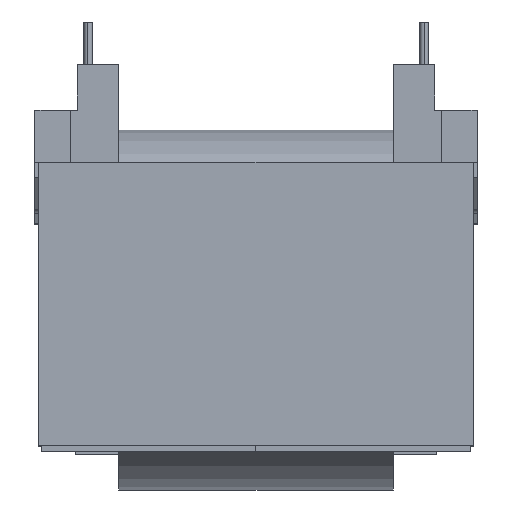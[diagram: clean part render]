
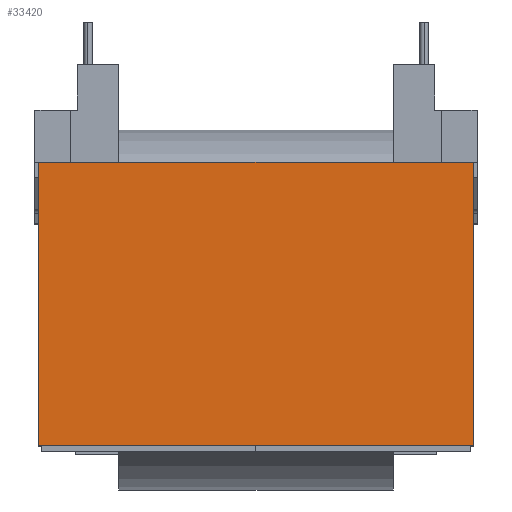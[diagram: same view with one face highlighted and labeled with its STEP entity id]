
A CAD part, top view. The second image highlights one B-rep face of the part: STEP entity #33420.
In plain terms, the highlighted planar face has unit normal (0, 0, 1).
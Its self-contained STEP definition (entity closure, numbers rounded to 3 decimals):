
#534 = ORIENTED_EDGE ( 'NONE', *, *, #14056, .T. ) ;
#1515 = EDGE_CURVE ( 'NONE', #31764, #1720, #2935, .T. ) ;
#1720 = VERTEX_POINT ( 'NONE', #19432 ) ;
#2814 = VECTOR ( 'NONE', #21920, 1000. ) ;
#2935 = LINE ( 'NONE', #8103, #8960 ) ;
#3500 = CARTESIAN_POINT ( 'NONE',  ( -24.3, -32., 25.25 ) ) ;
#3508 = CARTESIAN_POINT ( 'NONE',  ( 24.55, -32., 25.25 ) ) ;
#6073 = DIRECTION ( 'NONE',  ( 1., 0., 0. ) ) ;
#7522 = VECTOR ( 'NONE', #15525, 1000. ) ;
#8103 = CARTESIAN_POINT ( 'NONE',  ( -24.3, 0., 25.25 ) ) ;
#8355 = CARTESIAN_POINT ( 'NONE',  ( -24.3, -32., 25.25 ) ) ;
#8669 = EDGE_LOOP ( 'NONE', ( #32027, #15173, #27565, #534 ) ) ;
#8960 = VECTOR ( 'NONE', #26176, 1000. ) ;
#9157 = VECTOR ( 'NONE', #23818, 1000. ) ;
#13484 = CARTESIAN_POINT ( 'NONE',  ( -24.55, 0., 25.25 ) ) ;
#13598 = VERTEX_POINT ( 'NONE', #3508 ) ;
#14056 = EDGE_CURVE ( 'NONE', #13598, #1720, #27333, .T. ) ;
#15173 = ORIENTED_EDGE ( 'NONE', *, *, #26643, .F. ) ;
#15464 = VERTEX_POINT ( 'NONE', #18766 ) ;
#15525 = DIRECTION ( 'NONE',  ( 0., 1., 0. ) ) ;
#16014 = LINE ( 'NONE', #8355, #9157 ) ;
#16493 = LINE ( 'NONE', #19284, #2814 ) ;
#17263 = AXIS2_PLACEMENT_3D ( 'NONE', #3500, #21527, #6073 ) ;
#17265 = EDGE_CURVE ( 'NONE', #15464, #13598, #16014, .T. ) ;
#17748 = FACE_OUTER_BOUND ( 'NONE', #8669, .T. ) ;
#18766 = CARTESIAN_POINT ( 'NONE',  ( -24.55, -32., 25.25 ) ) ;
#18795 = PLANE ( 'NONE',  #17263 ) ;
#19284 = CARTESIAN_POINT ( 'NONE',  ( -24.55, -32., 25.25 ) ) ;
#19432 = CARTESIAN_POINT ( 'NONE',  ( 24.55, 0., 25.25 ) ) ;
#21527 = DIRECTION ( 'NONE',  ( 0., 0., 1. ) ) ;
#21920 = DIRECTION ( 'NONE',  ( 0., 1., 0. ) ) ;
#23818 = DIRECTION ( 'NONE',  ( 1., 0., 0. ) ) ;
#26176 = DIRECTION ( 'NONE',  ( 1., 0., 0. ) ) ;
#26643 = EDGE_CURVE ( 'NONE', #15464, #31764, #16493, .T. ) ;
#27333 = LINE ( 'NONE', #31175, #7522 ) ;
#27565 = ORIENTED_EDGE ( 'NONE', *, *, #17265, .T. ) ;
#31175 = CARTESIAN_POINT ( 'NONE',  ( 24.55, -32., 25.25 ) ) ;
#31764 = VERTEX_POINT ( 'NONE', #13484 ) ;
#32027 = ORIENTED_EDGE ( 'NONE', *, *, #1515, .F. ) ;
#33420 = ADVANCED_FACE ( 'NONE', ( #17748 ), #18795, .T. ) ;
